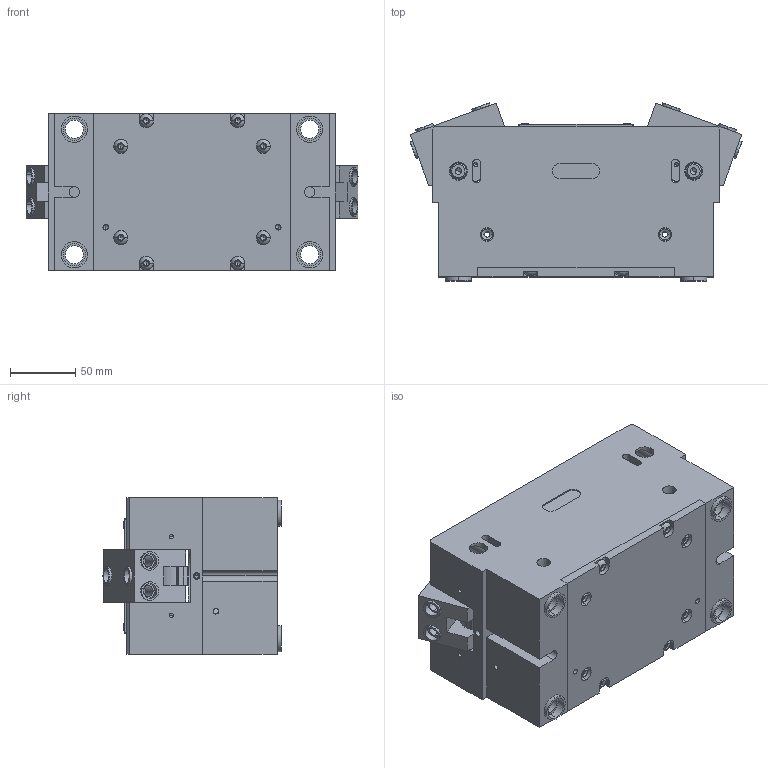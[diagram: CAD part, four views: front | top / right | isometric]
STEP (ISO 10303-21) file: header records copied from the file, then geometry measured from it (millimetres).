
FILE_DESCRIPTION (( 'STEP AP214' ), '1' );
FILE_NAME ('2AG 100.STEP', '2012-03-05T00:50:27', ( 'xw4600' ), ( '' ), 'SwSTEP 2.0', 'SolidWorks 2010', '' );
FILE_SCHEMA (( 'AUTOMOTIVE_DESIGN' ));
Length unit declared in the file: millimetre
Products named in the file (12): DMT-2AG-100-01_Default; DMT-2AG-100-02_Default; DMT-2AG-100-05_Default; DMT-2AG-100-06_Default; DMT-2AG-100-07_Default; DMT-2AG-100-09_Default; DMT-2AG-100-11_Default; DMT-2AG-100-12_Default; ISO 10642 - M3 x 8 --- 8N_PreviewCfg; ISO 7380 - M6 x 16 --- 16N_PreviewCfg; Parallel Pin_KS 1320 PP- 6 x 40; 2AG 100
Assembly tree (35 placements, depth 2):
  2AG 100
    DMT-2AG-100-11_Default  x8
    ISO 7380 - M6 x 16 --- 16N_PreviewCfg  x8
    DMT-2AG-100-07_Default  x2
    ISO 10642 - M3 x 8 --- 8N_PreviewCfg  x4
    DMT-2AG-100-09_Default  x2
    DMT-2AG-100-12_Default  x4
    Parallel Pin_KS 1320 PP- 6 x 40  x2
    DMT-2AG-100-01_Default
    DMT-2AG-100-02_Default  x2
    DMT-2AG-100-05_Default
    DMT-2AG-100-06_Default
Bounding box: 254 x 136.21 x 120 mm (x, y, z)
Volume: 2352127.5 mm3; surface area: 338195.7 mm2
Topology: 35 solids, 35 shells, 1020 faces, 2430 edges, 1455 vertices
Faces by surface type: cylinder 404, plane 384, cone 172, torus 44, sphere 16
Entity records: 19148 total; most frequent: CARTESIAN_POINT 4115, DIRECTION 3060, ORIENTED_EDGE 2688, EDGE_CURVE 1344, AXIS2_PLACEMENT_3D 1178, VERTEX_POINT 843, VECTOR 704, LINE 704
